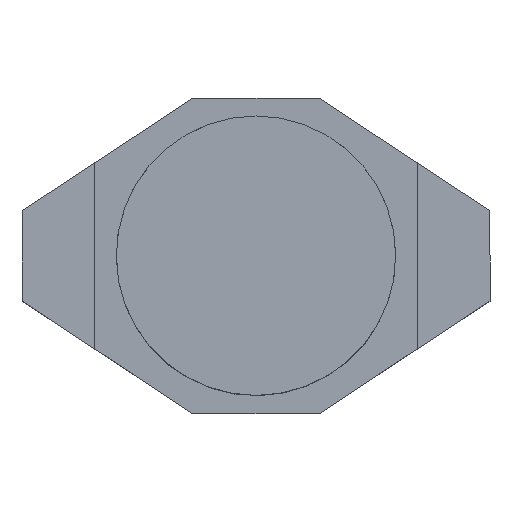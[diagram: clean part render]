
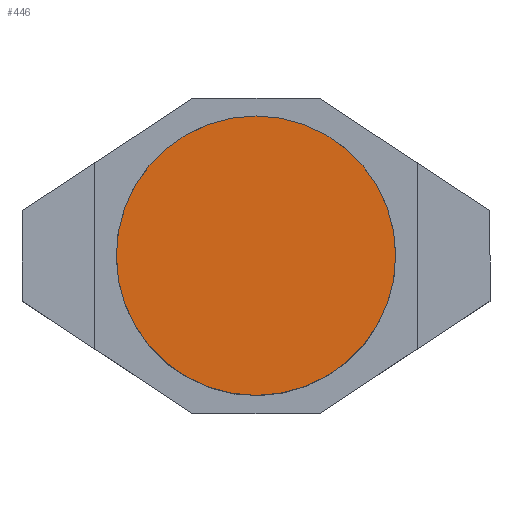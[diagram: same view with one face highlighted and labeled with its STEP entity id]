
A CAD part, top view. The second image highlights one B-rep face of the part: STEP entity #446.
In plain terms, the highlighted planar face has unit normal (0, 0, 1).
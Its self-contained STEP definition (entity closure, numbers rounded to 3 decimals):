
#422 = EDGE_CURVE ( 'NONE', #423, #424, #2216, .T. ) ;
#423 = VERTEX_POINT ( 'NONE', #2217 ) ;
#424 = VERTEX_POINT ( 'NONE', #2211 ) ;
#446 = ADVANCED_FACE ( 'NONE', ( #2286 ), #2326, .F. ) ;
#447 = EDGE_LOOP ( 'NONE', ( #448, #450 ) ) ;
#448 = ORIENTED_EDGE ( 'NONE', *, *, #449, .T. ) ;
#449 = EDGE_CURVE ( 'NONE', #424, #423, #2319, .T. ) ;
#450 = ORIENTED_EDGE ( 'NONE', *, *, #422, .T. ) ;
#2211 = CARTESIAN_POINT ( 'NONE',  ( -1.97, 0., 2.92 ) ) ;
#2212 = DIRECTION ( 'NONE',  ( -1., 0., 0. ) ) ;
#2213 = DIRECTION ( 'NONE',  ( 0., 0., 1. ) ) ;
#2214 = CARTESIAN_POINT ( 'NONE',  ( 0., 0., 2.92 ) ) ;
#2215 = AXIS2_PLACEMENT_3D ( 'NONE', #2214, #2213, #2212 ) ;
#2216 = CIRCLE ( 'NONE', #2215, 1.97 ) ;
#2217 = CARTESIAN_POINT ( 'NONE',  ( 1.97, 0., 2.92 ) ) ;
#2286 = FACE_OUTER_BOUND ( 'NONE', #447, .T. ) ;
#2316 = DIRECTION ( 'NONE',  ( -1., 0., 0. ) ) ;
#2317 = DIRECTION ( 'NONE',  ( 0., 0., 1. ) ) ;
#2318 = AXIS2_PLACEMENT_3D ( 'NONE', #2325, #2317, #2316 ) ;
#2319 = CIRCLE ( 'NONE', #2318, 1.97 ) ;
#2321 = DIRECTION ( 'NONE',  ( -1., 0., 0. ) ) ;
#2322 = DIRECTION ( 'NONE',  ( 0., 0., -1. ) ) ;
#2323 = CARTESIAN_POINT ( 'NONE',  ( 0., 0., 2.92 ) ) ;
#2324 = AXIS2_PLACEMENT_3D ( 'NONE', #2323, #2322, #2321 ) ;
#2325 = CARTESIAN_POINT ( 'NONE',  ( 0., 0., 2.92 ) ) ;
#2326 = PLANE ( 'NONE',  #2324 ) ;
